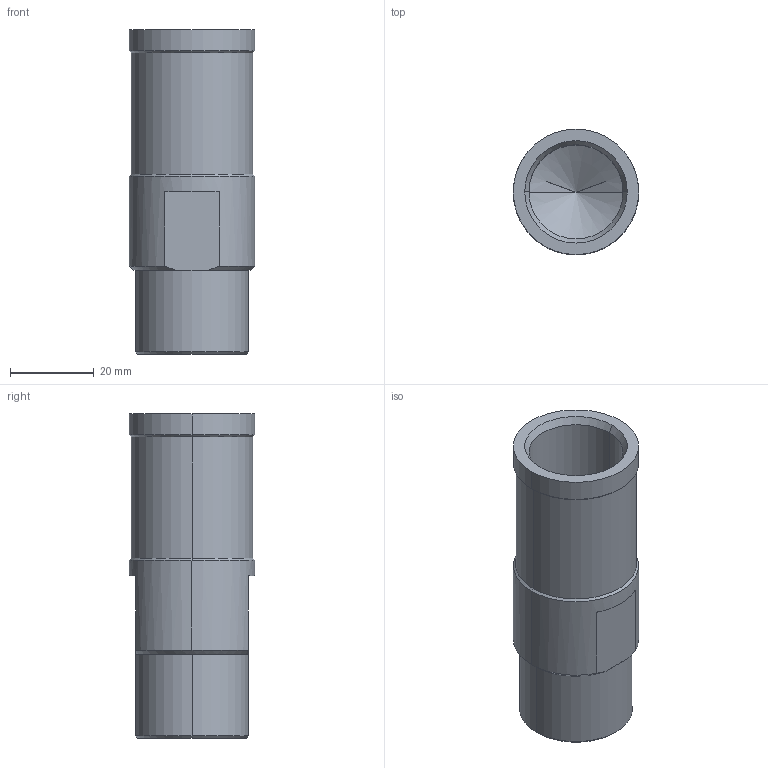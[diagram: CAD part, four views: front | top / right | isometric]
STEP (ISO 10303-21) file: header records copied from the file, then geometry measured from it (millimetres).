
FILE_DESCRIPTION((''),'2;1');
FILE_NAME('CHSF650-240','2017-05-27T',('tl.yang'),(''),'PRO/ENGINEER BY PARAMETRIC TECHNOLOGY CORPORATION, 2011500','PRO/ENGINEER BY PARAMETRIC TECHNOLOGY CORPORATION, 2011500','');
FILE_SCHEMA(('CONFIG_CONTROL_DESIGN'));
Length unit declared in the file: millimetre
Products named in the file (1): CHSF650-240
Bounding box: 30 x 30 x 77.5 mm (x, y, z)
Volume: 24794.7 mm3; surface area: 12875.5 mm2
Topology: 1 solids, 1 shells, 41 faces, 92 edges, 53 vertices
Faces by surface type: cylinder 16, cone 14, plane 9, torus 2
Entity records: 1198 total; most frequent: CARTESIAN_POINT 230, DIRECTION 212, ORIENTED_EDGE 180, EDGE_CURVE 90, AXIS2_PLACEMENT_3D 87, VERTEX_POINT 53, CIRCLE 46, EDGE_LOOP 45
